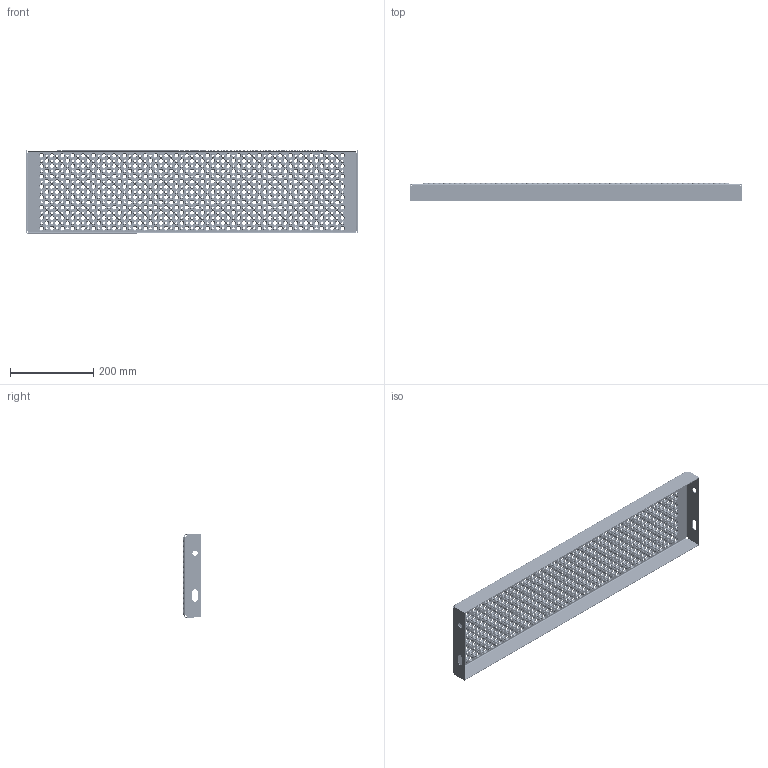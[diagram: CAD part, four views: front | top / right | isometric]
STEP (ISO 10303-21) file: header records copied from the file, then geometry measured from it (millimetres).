
FILE_DESCRIPTION (( 'STEP AP203' ), '1' );
FILE_NAME ('21038_PcP RUSTFRI TRIN_O2_200x800X45mm_M_OPTRÆK.STEP', '2014-01-29T11:54:31', ( '' ), ( '' ), 'SwSTEP 2.0', 'SolidWorks 2013', '' );
FILE_SCHEMA (( 'CONFIG_CONTROL_DESIGN' ));
Products named in the file (1): 21038_PcP RUSTFRI TRIN_O2_200x800X45mm_M_OPTRÆK
Bounding box: 800 x 45 x 200 mm (x, y, z)
Volume: 475167 mm3; surface area: 506388.4 mm2
Topology: 1 solids, 1 shells, 6257 faces, 14308 edges, 8938 vertices
Faces by surface type: cone 3540, cylinder 1798, plane 911, bspline 8
Entity records: 182893 total; most frequent: DIRECTION 35666, CARTESIAN_POINT 30096, ORIENTED_EDGE 28616, AXIS2_PLACEMENT_3D 15140, EDGE_CURVE 14308, VERTEX_POINT 8938, EDGE_LOOP 8920, CIRCLE 8890
